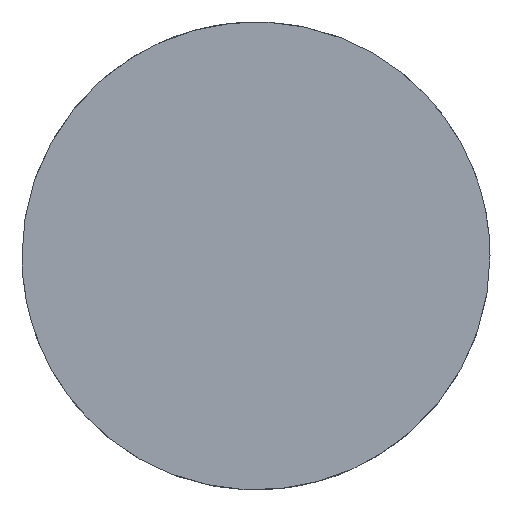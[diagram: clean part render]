
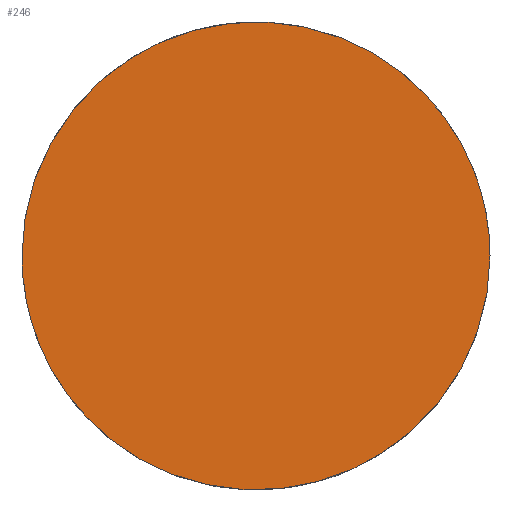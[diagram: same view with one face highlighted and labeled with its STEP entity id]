
A CAD part, top view. The second image highlights one B-rep face of the part: STEP entity #246.
In plain terms, the highlighted planar face has unit normal (0.017, 0, 1).
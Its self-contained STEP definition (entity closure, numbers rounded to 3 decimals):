
#1 = EDGE_CURVE ( 'NONE', #100, #24, #235, .T. ) ;
#23 = PLANE ( 'NONE',  #86 ) ;
#24 = VERTEX_POINT ( 'NONE', #33 ) ;
#33 = CARTESIAN_POINT ( 'NONE',  ( -12.5, 0., 3.552 ) ) ;
#42 = DIRECTION ( 'NONE',  ( -0.017, 0., -1. ) ) ;
#57 = ORIENTED_EDGE ( 'NONE', *, *, #150, .F. ) ;
#82 = CARTESIAN_POINT ( 'NONE',  ( 12.5, 0., 3.128 ) ) ;
#85 = CARTESIAN_POINT ( 'NONE',  ( -12.5, 25., 3.552 ) ) ;
#86 = AXIS2_PLACEMENT_3D ( 'NONE', #197, #42, #121 ) ;
#100 = VERTEX_POINT ( 'NONE', #209 ) ;
#117 = CARTESIAN_POINT ( 'NONE',  ( -12.5, 0., 3.552 ) ) ;
#119 =( BOUNDED_CURVE ( )  B_SPLINE_CURVE ( 3, ( #117, #85, #132, #135 ),
 .UNSPECIFIED., .F., .T. ) 
 B_SPLINE_CURVE_WITH_KNOTS ( ( 4, 4 ),
 ( 3.142, 6.283 ),
 .UNSPECIFIED. ) 
 CURVE ( )  GEOMETRIC_REPRESENTATION_ITEM ( )  RATIONAL_B_SPLINE_CURVE ( ( 1., 0.333, 0.333, 1. ) ) 
 REPRESENTATION_ITEM ( '' )  );
#121 = DIRECTION ( 'NONE',  ( -1., 0., 0.017 ) ) ;
#132 = CARTESIAN_POINT ( 'NONE',  ( 12.5, 25., 3.128 ) ) ;
#135 = CARTESIAN_POINT ( 'NONE',  ( 12.5, 0., 3.128 ) ) ;
#150 = EDGE_CURVE ( 'NONE', #24, #100, #119, .T. ) ;
#169 = CARTESIAN_POINT ( 'NONE',  ( -12.5, -25., 3.552 ) ) ;
#190 = ORIENTED_EDGE ( 'NONE', *, *, #1, .F. ) ;
#197 = CARTESIAN_POINT ( 'NONE',  ( 12.5, -25., 3.128 ) ) ;
#200 = FACE_OUTER_BOUND ( 'NONE', #234, .T. ) ;
#209 = CARTESIAN_POINT ( 'NONE',  ( 12.5, 0., 3.128 ) ) ;
#229 = CARTESIAN_POINT ( 'NONE',  ( -12.5, 0., 3.552 ) ) ;
#234 = EDGE_LOOP ( 'NONE', ( #57, #190 ) ) ;
#235 =( BOUNDED_CURVE ( )  B_SPLINE_CURVE ( 3, ( #82, #249, #169, #229 ),
 .UNSPECIFIED., .F., .T. ) 
 B_SPLINE_CURVE_WITH_KNOTS ( ( 4, 4 ),
 ( 0., 3.142 ),
 .UNSPECIFIED. ) 
 CURVE ( )  GEOMETRIC_REPRESENTATION_ITEM ( )  RATIONAL_B_SPLINE_CURVE ( ( 1., 0.333, 0.333, 1. ) ) 
 REPRESENTATION_ITEM ( '' )  );
#246 = ADVANCED_FACE ( 'NONE', ( #200 ), #23, .F. ) ;
#249 = CARTESIAN_POINT ( 'NONE',  ( 12.5, -25., 3.128 ) ) ;
